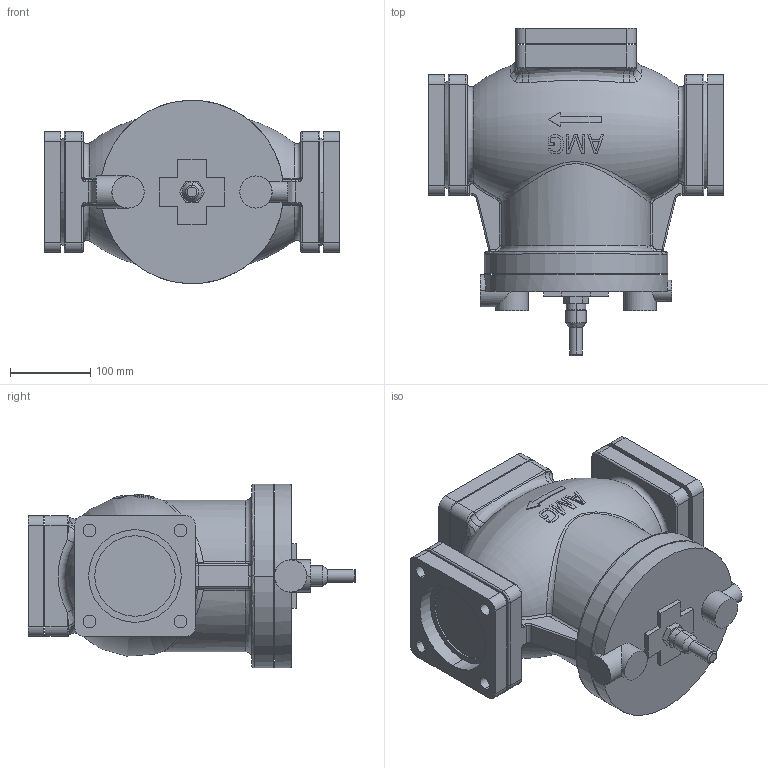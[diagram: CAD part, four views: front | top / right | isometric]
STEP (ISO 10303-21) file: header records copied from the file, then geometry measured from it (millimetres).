
FILE_DESCRIPTION((''),'2;1');
FILE_NAME('AM3-100_ASM','2021-04-22T',('AMG'),(''),'PRO/ENGINEER BY PARAMETRIC TECHNOLOGY CORPORATION, 2008380','PRO/ENGINEER BY PARAMETRIC TECHNOLOGY CORPORATION, 2008380','');
FILE_SCHEMA(('CONFIG_CONTROL_DESIGN'));
Length unit declared in the file: millimetre
Products named in the file (6): APM100-FAZUO-3; 100SHANGGAI; 80-100DINGGAN-DINGGANZUO; 100FALAN-C; 100DIGAI; AM3-100_ASM
Assembly tree (6 placements, depth 2):
  AM3-100_ASM
    APM100-FAZUO-3
    100SHANGGAI
    80-100DINGGAN-DINGGANZUO
    100FALAN-C  x2
    100DIGAI
Bounding box: 366 x 406.7 x 228 mm (x, y, z)
Volume: 8680339.3 mm3; surface area: 773585.7 mm2
Topology: 6 solids, 7 shells, 393 faces, 955 edges, 597 vertices
Faces by surface type: cylinder 130, bspline 112, plane 99, torus 38, revolution 8, cone 6
Entity records: 15101 total; most frequent: CARTESIAN_POINT 6999, ORIENTED_EDGE 1766, DIRECTION 1494, EDGE_CURVE 883, AXIS2_PLACEMENT_3D 578, VERTEX_POINT 549, EDGE_LOOP 392, FACE_OUTER_BOUND 364
